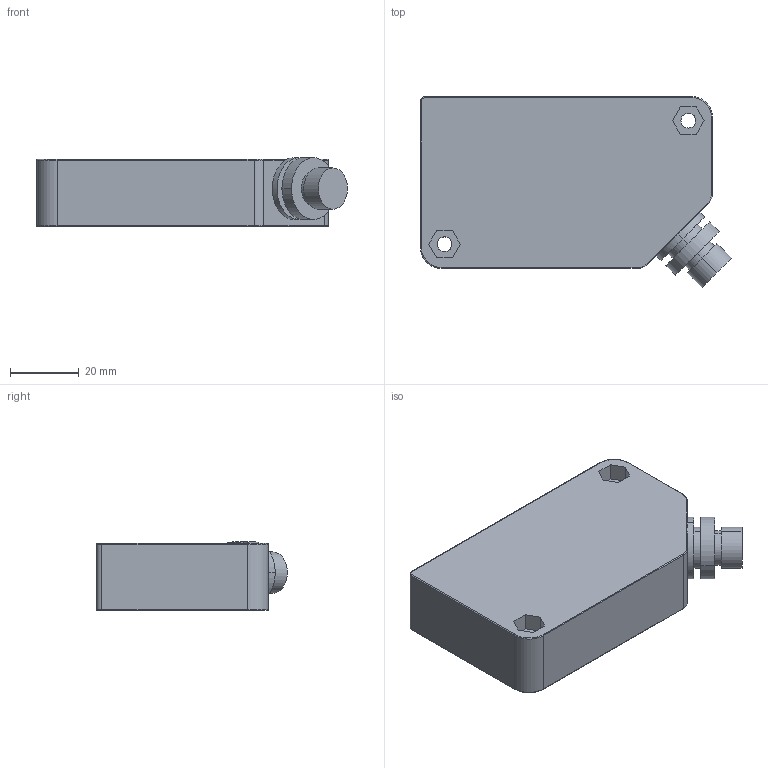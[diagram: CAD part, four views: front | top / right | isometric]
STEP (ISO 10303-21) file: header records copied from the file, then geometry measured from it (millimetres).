
FILE_DESCRIPTION((''),'2;1');
FILE_NAME('RL91_F400133A','2006-10-19T',('Pepperl+Fuchs'),('IndustrieHansa'),'PRO/ENGINEER BY PARAMETRIC TECHNOLOGY CORPORATION, 2006200','PRO/ENGINEER BY PARAMETRIC TECHNOLOGY CORPORATION, 2006200','');
FILE_SCHEMA(('AUTOMOTIVE_DESIGN_CC2 { 1 2 10303 214 -1 1 5 2 }'));
Length unit declared in the file: millimetre
Products named in the file (1): RL91_F400133A
Bounding box: 90.56 x 55.56 x 20 mm (x, y, z)
Volume: 79311.6 mm3; surface area: 15024.5 mm2
Topology: 1 solids, 1 shells, 95 faces, 245 edges, 178 vertices
Faces by surface type: plane 46, cylinder 35, torus 10, cone 4
Entity records: 3840 total; most frequent: CARTESIAN_POINT 529, DIRECTION 507, ORIENTED_EDGE 444, PRESENTATION_STYLE_ASSIGNMENT 268, STYLED_ITEM 261, CURVE_STYLE 244, EDGE_CURVE 222, AXIS2_PLACEMENT_3D 174
